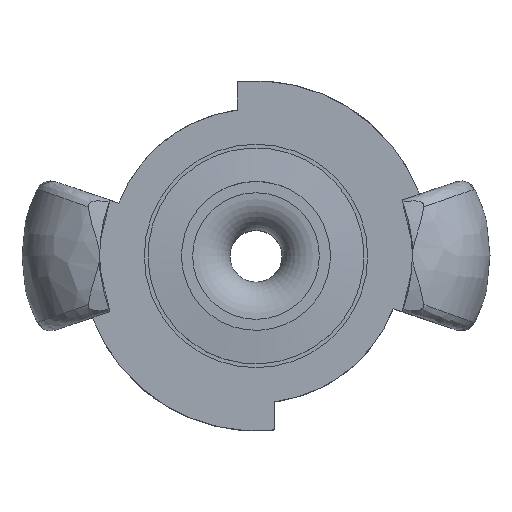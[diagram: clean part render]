
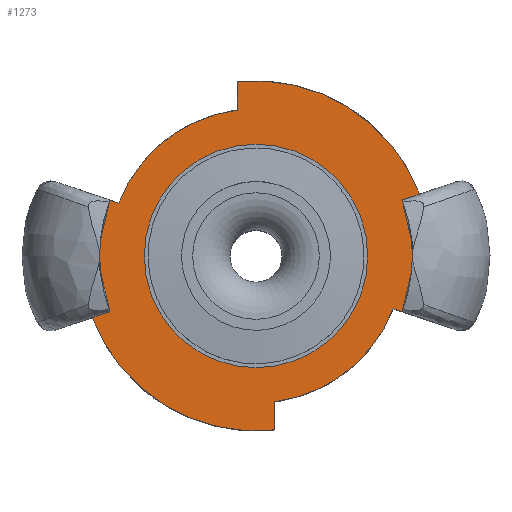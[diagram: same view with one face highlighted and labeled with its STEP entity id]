
A CAD part, top view. The second image highlights one B-rep face of the part: STEP entity #1273.
In plain terms, the highlighted planar face has unit normal (0, 0, 1).
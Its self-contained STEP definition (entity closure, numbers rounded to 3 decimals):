
#27=FACE_BOUND('',#399,.T.);
#49=PLANE('',#1410);
#96=CIRCLE('',#1364,15.);
#97=CIRCLE('',#1365,15.);
#102=CIRCLE('',#1372,19.75);
#105=CIRCLE('',#1376,19.75);
#111=CIRCLE('',#1393,23.497);
#114=CIRCLE('',#1399,23.497);
#118=CIRCLE('',#1411,25.5);
#119=CIRCLE('',#1412,25.5);
#159=LINE('',#2573,#213);
#163=LINE('',#2694,#217);
#166=LINE('',#2701,#220);
#171=LINE('',#2710,#225);
#177=LINE('',#2760,#231);
#183=LINE('',#2823,#237);
#213=VECTOR('',#1612,10.);
#217=VECTOR('',#1624,10.);
#220=VECTOR('',#1629,10.);
#225=VECTOR('',#1636,10.);
#231=VECTOR('',#1648,10.);
#237=VECTOR('',#1684,10.);
#326=FACE_OUTER_BOUND('',#398,.T.);
#398=EDGE_LOOP('',(#1068,#1069,#1070,#1071,#1072,#1073,#1074,#1075,#1076,
#1077,#1078,#1079));
#399=EDGE_LOOP('',(#1080,#1081));
#522=VERTEX_POINT('',#2318);
#523=VERTEX_POINT('',#2319);
#530=VERTEX_POINT('',#2395);
#531=VERTEX_POINT('',#2397);
#538=VERTEX_POINT('',#2450);
#539=VERTEX_POINT('',#2452);
#548=VERTEX_POINT('',#2571);
#554=VERTEX_POINT('',#2692);
#556=VERTEX_POINT('',#2698);
#557=VERTEX_POINT('',#2700);
#559=VERTEX_POINT('',#2706);
#564=VERTEX_POINT('',#2756);
#569=VERTEX_POINT('',#2813);
#571=VERTEX_POINT('',#2822);
#667=EDGE_CURVE('',#522,#523,#96,.T.);
#668=EDGE_CURVE('',#523,#522,#97,.T.);
#680=EDGE_CURVE('',#530,#531,#102,.T.);
#689=EDGE_CURVE('',#538,#539,#105,.T.);
#701=EDGE_CURVE('',#548,#530,#159,.T.);
#711=EDGE_CURVE('',#554,#538,#163,.T.);
#714=EDGE_CURVE('',#556,#557,#166,.T.);
#719=EDGE_CURVE('',#559,#539,#171,.T.);
#727=EDGE_CURVE('',#564,#531,#177,.T.);
#734=EDGE_CURVE('',#556,#559,#111,.T.);
#737=EDGE_CURVE('',#569,#564,#114,.T.);
#741=EDGE_CURVE('',#569,#571,#183,.T.);
#752=EDGE_CURVE('',#571,#554,#118,.T.);
#753=EDGE_CURVE('',#557,#548,#119,.T.);
#1068=ORIENTED_EDGE('',*,*,#734,.T.);
#1069=ORIENTED_EDGE('',*,*,#719,.T.);
#1070=ORIENTED_EDGE('',*,*,#689,.F.);
#1071=ORIENTED_EDGE('',*,*,#711,.F.);
#1072=ORIENTED_EDGE('',*,*,#752,.F.);
#1073=ORIENTED_EDGE('',*,*,#741,.F.);
#1074=ORIENTED_EDGE('',*,*,#737,.T.);
#1075=ORIENTED_EDGE('',*,*,#727,.T.);
#1076=ORIENTED_EDGE('',*,*,#680,.F.);
#1077=ORIENTED_EDGE('',*,*,#701,.F.);
#1078=ORIENTED_EDGE('',*,*,#753,.F.);
#1079=ORIENTED_EDGE('',*,*,#714,.F.);
#1080=ORIENTED_EDGE('',*,*,#667,.T.);
#1081=ORIENTED_EDGE('',*,*,#668,.T.);
#1273=ADVANCED_FACE('',(#326,#27),#49,.F.);
#1364=AXIS2_PLACEMENT_3D('',#2320,#1570,#1571);
#1365=AXIS2_PLACEMENT_3D('',#2321,#1572,#1573);
#1372=AXIS2_PLACEMENT_3D('',#2398,#1588,#1589);
#1376=AXIS2_PLACEMENT_3D('',#2453,#1599,#1600);
#1393=AXIS2_PLACEMENT_3D('',#2807,#1660,#1661);
#1399=AXIS2_PLACEMENT_3D('',#2814,#1672,#1673);
#1410=AXIS2_PLACEMENT_3D('',#2877,#1703,#1704);
#1411=AXIS2_PLACEMENT_3D('',#2878,#1705,#1706);
#1412=AXIS2_PLACEMENT_3D('',#2879,#1707,#1708);
#1570=DIRECTION('center_axis',(0.,0.,-1.));
#1571=DIRECTION('ref_axis',(0.,-1.,0.));
#1572=DIRECTION('center_axis',(0.,0.,-1.));
#1573=DIRECTION('ref_axis',(0.,-1.,0.));
#1588=DIRECTION('center_axis',(0.,0.,-1.));
#1589=DIRECTION('ref_axis',(-1.,0.,0.));
#1599=DIRECTION('center_axis',(0.,0.,-1.));
#1600=DIRECTION('ref_axis',(-1.,0.,0.));
#1612=DIRECTION('',(0.948,-0.319,0.));
#1624=DIRECTION('',(-0.948,0.319,0.));
#1629=DIRECTION('',(-0.948,-0.319,0.));
#1636=DIRECTION('',(0.,1.,0.));
#1648=DIRECTION('',(0.,-1.,0.));
#1660=DIRECTION('center_axis',(0.,0.,1.));
#1661=DIRECTION('ref_axis',(-0.766,-0.643,0.));
#1672=DIRECTION('center_axis',(0.,0.,1.));
#1673=DIRECTION('ref_axis',(0.763,0.646,0.));
#1684=DIRECTION('',(0.948,0.319,0.));
#1703=DIRECTION('center_axis',(0.,0.,-1.));
#1704=DIRECTION('ref_axis',(-1.,0.,0.));
#1705=DIRECTION('center_axis',(0.,0.,-1.));
#1706=DIRECTION('ref_axis',(0.,-1.,0.));
#1707=DIRECTION('center_axis',(0.,0.,-1.));
#1708=DIRECTION('ref_axis',(0.,-1.,0.));
#2318=CARTESIAN_POINT('',(0.,-15.,0.));
#2319=CARTESIAN_POINT('',(0.,15.,0.));
#2320=CARTESIAN_POINT('Origin',(0.,0.,0.));
#2321=CARTESIAN_POINT('Origin',(0.,0.,0.));
#2395=CARTESIAN_POINT('',(-18.429,7.101,0.));
#2397=CARTESIAN_POINT('',(-2.5,19.591,0.));
#2398=CARTESIAN_POINT('Origin',(0.,0.,0.));
#2450=CARTESIAN_POINT('',(18.429,-7.101,0.));
#2452=CARTESIAN_POINT('',(2.5,-19.591,0.));
#2453=CARTESIAN_POINT('Origin',(0.,0.,0.));
#2571=CARTESIAN_POINT('',(-23.883,8.937,0.));
#2573=CARTESIAN_POINT('',(-12.197,5.002,0.));
#2692=CARTESIAN_POINT('',(23.883,-8.937,0.));
#2694=CARTESIAN_POINT('',(16.054,-6.301,0.));
#2698=CARTESIAN_POINT('',(-21.984,-8.298,0.));
#2700=CARTESIAN_POINT('',(-23.883,-8.937,0.));
#2701=CARTESIAN_POINT('',(-11.008,-4.601,0.));
#2706=CARTESIAN_POINT('',(2.5,-23.364,0.));
#2710=CARTESIAN_POINT('',(2.5,0.,0.));
#2756=CARTESIAN_POINT('',(-2.5,23.364,0.));
#2760=CARTESIAN_POINT('',(-2.5,0.,0.));
#2807=CARTESIAN_POINT('Origin',(0.,0.,0.));
#2813=CARTESIAN_POINT('',(21.984,8.298,0.));
#2814=CARTESIAN_POINT('Origin',(0.,0.,0.));
#2822=CARTESIAN_POINT('',(23.883,8.937,0.));
#2823=CARTESIAN_POINT('',(7.151,3.302,0.));
#2877=CARTESIAN_POINT('Origin',(0.,-12.75,0.));
#2878=CARTESIAN_POINT('Origin',(0.,0.,0.));
#2879=CARTESIAN_POINT('Origin',(0.,0.,0.));
